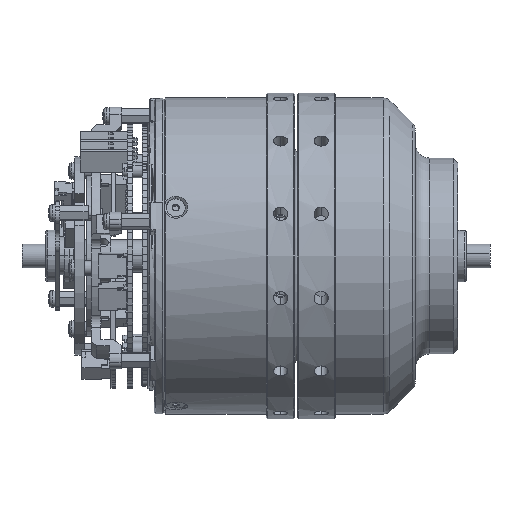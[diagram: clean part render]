
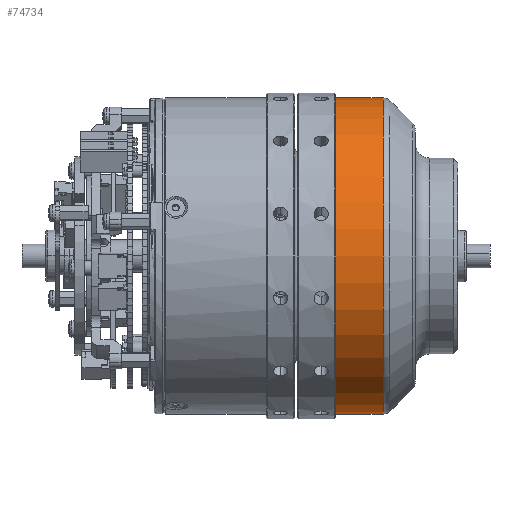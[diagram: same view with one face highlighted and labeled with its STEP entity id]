
A CAD part, front view. The second image highlights one B-rep face of the part: STEP entity #74734.
In plain terms, the highlighted cylindrical face has radius 33.5 mm (diameter 67 mm), a partial arc.
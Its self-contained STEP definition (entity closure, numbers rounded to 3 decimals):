
#1879 = ORIENTED_EDGE ( 'NONE', *, *, #105088, .T. ) ;
#6794 = CARTESIAN_POINT ( 'NONE',  ( -6., 0., 33.5 ) ) ;
#10846 = VECTOR ( 'NONE', #69170, 1000. ) ;
#12868 = LINE ( 'NONE', #109962, #110242 ) ;
#16682 = AXIS2_PLACEMENT_3D ( 'NONE', #102402, #91415, #34801 ) ;
#22595 = CARTESIAN_POINT ( 'NONE',  ( 20., 0., 0. ) ) ;
#34526 = CIRCLE ( 'NONE', #16682, 33.5 ) ;
#34801 = DIRECTION ( 'NONE',  ( 0., 0., -1. ) ) ;
#43585 = CARTESIAN_POINT ( 'NONE',  ( -6., 0., -33.5 ) ) ;
#44412 = VERTEX_POINT ( 'NONE', #113022 ) ;
#48105 = EDGE_CURVE ( 'NONE', #72899, #44412, #34526, .T. ) ;
#48963 = CARTESIAN_POINT ( 'NONE',  ( 20., 0., 33.5 ) ) ;
#50960 = ORIENTED_EDGE ( 'NONE', *, *, #90118, .T. ) ;
#51623 = AXIS2_PLACEMENT_3D ( 'NONE', #81076, #81519, #70971 ) ;
#59032 = DIRECTION ( 'NONE',  ( 1., 0., 0. ) ) ;
#63497 = EDGE_CURVE ( 'NONE', #104995, #44412, #105153, .T. ) ;
#63801 = DIRECTION ( 'NONE',  ( 1., 0., 0. ) ) ;
#68845 = FACE_OUTER_BOUND ( 'NONE', #78842, .T. ) ;
#69170 = DIRECTION ( 'NONE',  ( 1., 0., 0. ) ) ;
#70971 = DIRECTION ( 'NONE',  ( 0., 0., -1. ) ) ;
#72899 = VERTEX_POINT ( 'NONE', #82392 ) ;
#73211 = VERTEX_POINT ( 'NONE', #43585 ) ;
#74734 = ADVANCED_FACE ( 'NONE', ( #68845 ), #100255, .T. ) ;
#78842 = EDGE_LOOP ( 'NONE', ( #99870, #50960, #1879, #93621 ) ) ;
#81076 = CARTESIAN_POINT ( 'NONE',  ( -6., 0., 0. ) ) ;
#81519 = DIRECTION ( 'NONE',  ( 1., 0., 0. ) ) ;
#82392 = CARTESIAN_POINT ( 'NONE',  ( 4.172, 0., -33.5 ) ) ;
#90118 = EDGE_CURVE ( 'NONE', #104995, #73211, #104324, .T. ) ;
#91415 = DIRECTION ( 'NONE',  ( -1., 0., 0. ) ) ;
#92973 = AXIS2_PLACEMENT_3D ( 'NONE', #22595, #63801, #93711 ) ;
#93621 = ORIENTED_EDGE ( 'NONE', *, *, #48105, .T. ) ;
#93711 = DIRECTION ( 'NONE',  ( 0., 0., -1. ) ) ;
#99870 = ORIENTED_EDGE ( 'NONE', *, *, #63497, .F. ) ;
#100255 = CYLINDRICAL_SURFACE ( 'NONE', #92973, 33.5 ) ;
#102402 = CARTESIAN_POINT ( 'NONE',  ( 4.172, 0., 0. ) ) ;
#104324 = CIRCLE ( 'NONE', #51623, 33.5 ) ;
#104995 = VERTEX_POINT ( 'NONE', #6794 ) ;
#105088 = EDGE_CURVE ( 'NONE', #73211, #72899, #12868, .T. ) ;
#105153 = LINE ( 'NONE', #48963, #10846 ) ;
#109962 = CARTESIAN_POINT ( 'NONE',  ( 20., 0., -33.5 ) ) ;
#110242 = VECTOR ( 'NONE', #59032, 1000. ) ;
#113022 = CARTESIAN_POINT ( 'NONE',  ( 4.172, 0., 33.5 ) ) ;
